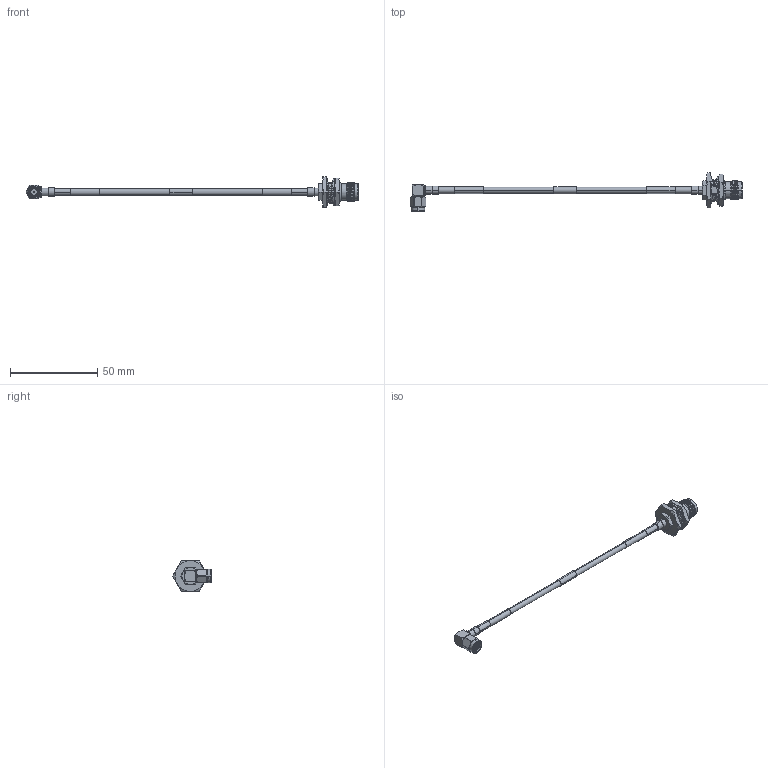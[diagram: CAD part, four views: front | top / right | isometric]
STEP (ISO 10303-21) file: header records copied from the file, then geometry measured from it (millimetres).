
FILE_DESCRIPTION (( 'STEP AP214' ), '1' );
FILE_NAME ('LCCA30495_3D.STEP', '2020-04-30T17:45:26', ( '' ), ( '' ), 'SwSTEP 2.0', 'SolidWorks 2018', '' );
FILE_SCHEMA (( 'AUTOMOTIVE_DESIGN' ));
Length unit declared in the file: inch
Products named in the file (6): LCCN3045; LCCA30495_3D; 1AW01-003_.152 ID; LCCN3064; LC141TBJ-PROD; LC141TBJ (141 Formable with HeatShrink)
Assembly tree (7 placements, depth 3):
  LCCA30495_3D
    LC141TBJ-PROD
      LC141TBJ (141 Formable with HeatShrink)
      1AW01-003_.152 ID  x3
    LCCN3045
    LCCN3064
Bounding box: 190.25 x 22.15 x 17.48 mm (x, y, z)
Volume: 4575.3 mm3; surface area: 8120 mm2
Topology: 14 solids, 14 shells, 525 faces, 1396 edges, 921 vertices
Faces by surface type: plane 224, cylinder 142, bspline 79, cone 76, torus 4
Entity records: 31994 total; most frequent: CARTESIAN_POINT 19404, ORIENTED_EDGE 2740, DIRECTION 2073, EDGE_CURVE 1370, VERTEX_POINT 905, AXIS2_PLACEMENT_3D 725, LINE 623, VECTOR 623
